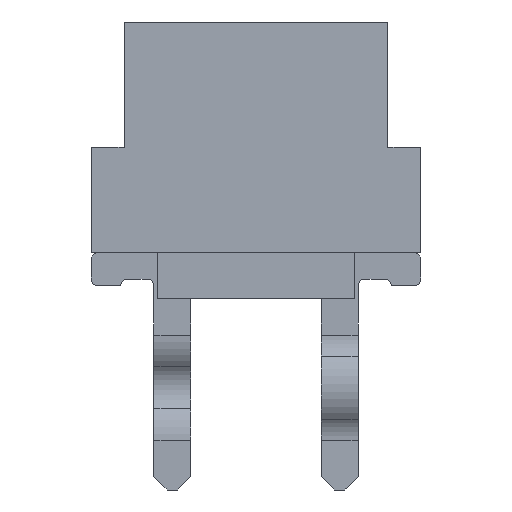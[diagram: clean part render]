
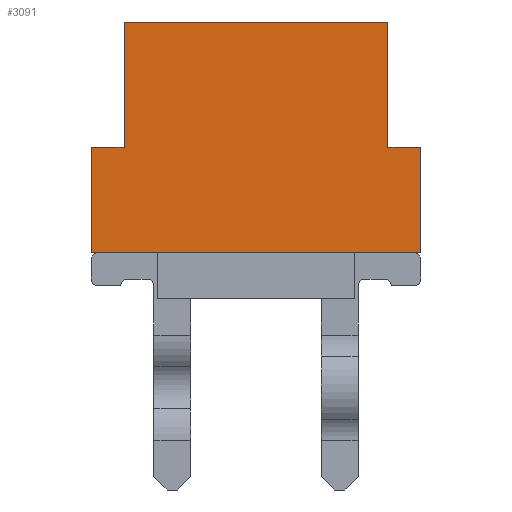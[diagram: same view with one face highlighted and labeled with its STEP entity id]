
A CAD part, left-side view. The second image highlights one B-rep face of the part: STEP entity #3091.
In plain terms, the highlighted planar face has unit normal (-1, 0, 0).
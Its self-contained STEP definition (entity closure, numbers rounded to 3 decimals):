
#3091=ADVANCED_FACE('',(#6642),#6643,.T.);
#6642=FACE_OUTER_BOUND('',#10731,.T.);
#6643=PLANE('',#10732);
#10731=EDGE_LOOP('',(#20530,#20531,#20532,#20533,#20534,#20535,#20536,#20537));
#10732=AXIS2_PLACEMENT_3D('',#20538,#20539,#20540);
#20530=ORIENTED_EDGE('',*,*,#28456,.T.);
#20531=ORIENTED_EDGE('',*,*,#28518,.T.);
#20532=ORIENTED_EDGE('',*,*,#28519,.T.);
#20533=ORIENTED_EDGE('',*,*,#28520,.T.);
#20534=ORIENTED_EDGE('',*,*,#28521,.T.);
#20535=ORIENTED_EDGE('',*,*,#28522,.T.);
#20536=ORIENTED_EDGE('',*,*,#28523,.T.);
#20537=ORIENTED_EDGE('',*,*,#28451,.T.);
#20538=CARTESIAN_POINT('',(-12.46,0.0,0.0));
#20539=DIRECTION('',(-1.0,0.0,0.0));
#20540=DIRECTION('',(0.0,0.0,1.0));
#28451=EDGE_CURVE('',#35255,#35260,#35262,.T.);
#28456=EDGE_CURVE('',#35260,#35267,#35269,.T.);
#28518=EDGE_CURVE('',#35267,#35361,#35362,.T.);
#28519=EDGE_CURVE('',#35361,#35363,#35364,.T.);
#28520=EDGE_CURVE('',#35363,#35365,#35366,.T.);
#28521=EDGE_CURVE('',#35365,#35367,#35368,.T.);
#28522=EDGE_CURVE('',#35367,#35369,#35370,.T.);
#28523=EDGE_CURVE('',#35369,#35255,#35371,.T.);
#35255=VERTEX_POINT('',#44689);
#35260=VERTEX_POINT('',#44696);
#35262=LINE('',#44699,#44700);
#35267=VERTEX_POINT('',#44707);
#35269=LINE('',#44710,#44711);
#35361=VERTEX_POINT('',#44848);
#35362=LINE('',#44849,#44850);
#35363=VERTEX_POINT('',#44851);
#35364=LINE('',#44852,#44853);
#35365=VERTEX_POINT('',#44854);
#35366=LINE('',#44855,#44856);
#35367=VERTEX_POINT('',#44857);
#35368=LINE('',#44858,#44859);
#35369=VERTEX_POINT('',#44860);
#35370=LINE('',#44861,#44862);
#35371=LINE('',#44863,#44864);
#44689=CARTESIAN_POINT('',(-12.46,2.0,0.));
#44696=CARTESIAN_POINT('',(-12.46,2.5,0.));
#44699=CARTESIAN_POINT('',(-12.46,2.0,0.));
#44700=VECTOR('',#52758,1000.0);
#44707=CARTESIAN_POINT('',(-12.46,2.5,-1.6));
#44710=CARTESIAN_POINT('',(-12.46,2.5,0.));
#44711=VECTOR('',#52762,1000.0);
#44848=CARTESIAN_POINT('',(-12.46,-2.5,-1.6));
#44849=CARTESIAN_POINT('',(-12.46,2.5,-1.6));
#44850=VECTOR('',#52814,1000.0);
#44851=CARTESIAN_POINT('',(-12.46,-2.5,0.));
#44852=CARTESIAN_POINT('',(-12.46,-2.5,-1.6));
#44853=VECTOR('',#52815,1000.0);
#44854=CARTESIAN_POINT('',(-12.46,-2.0,0.));
#44855=CARTESIAN_POINT('',(-12.46,-2.5,0.));
#44856=VECTOR('',#52816,1000.0);
#44857=CARTESIAN_POINT('',(-12.46,-2.0,1.9));
#44858=CARTESIAN_POINT('',(-12.46,-2.0,0.));
#44859=VECTOR('',#52817,1000.0);
#44860=CARTESIAN_POINT('',(-12.46,2.0,1.9));
#44861=CARTESIAN_POINT('',(-12.46,-2.0,1.9));
#44862=VECTOR('',#52818,1000.0);
#44863=CARTESIAN_POINT('',(-12.46,2.0,1.9));
#44864=VECTOR('',#52819,1000.0);
#52758=DIRECTION('',(0.0,1.0,0.0));
#52762=DIRECTION('',(0.0,0.0,-1.0));
#52814=DIRECTION('',(0.0,-1.0,0.0));
#52815=DIRECTION('',(0.0,0.0,1.0));
#52816=DIRECTION('',(0.0,1.0,0.0));
#52817=DIRECTION('',(0.0,0.0,1.0));
#52818=DIRECTION('',(0.0,1.0,0.0));
#52819=DIRECTION('',(0.0,0.,-1.0));
